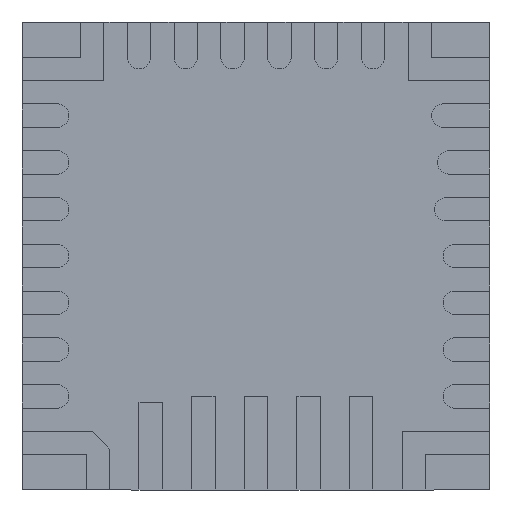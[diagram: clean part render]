
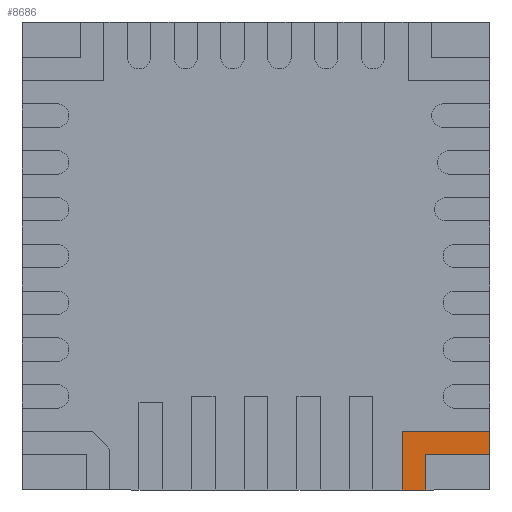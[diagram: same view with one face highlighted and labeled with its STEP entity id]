
A CAD part, front view. The second image highlights one B-rep face of the part: STEP entity #8686.
In plain terms, the highlighted planar face has unit normal (0, -1, 0).
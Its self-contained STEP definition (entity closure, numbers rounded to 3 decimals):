
#80 = LINE ( 'NONE', #2423, #9678 ) ;
#352 = VECTOR ( 'NONE', #470, 1000. ) ;
#470 = DIRECTION ( 'NONE',  ( 0., 0., -1. ) ) ;
#604 = AXIS2_PLACEMENT_3D ( 'NONE', #8454, #4581, #7690 ) ;
#866 = VECTOR ( 'NONE', #4814, 1000. ) ;
#894 = DIRECTION ( 'NONE',  ( 0., 0., -1. ) ) ;
#931 = ORIENTED_EDGE ( 'NONE', *, *, #6946, .F. ) ;
#967 = EDGE_CURVE ( 'NONE', #6756, #1194, #2522, .T. ) ;
#1048 = LINE ( 'NONE', #1914, #2657 ) ;
#1160 = VERTEX_POINT ( 'NONE', #3583 ) ;
#1194 = VERTEX_POINT ( 'NONE', #6791 ) ;
#1308 = CARTESIAN_POINT ( 'NONE',  ( 1.45, 0., -1.7 ) ) ;
#1397 = VERTEX_POINT ( 'NONE', #7841 ) ;
#1424 = ORIENTED_EDGE ( 'NONE', *, *, #7888, .F. ) ;
#1666 = EDGE_LOOP ( 'NONE', ( #6128, #2978, #1424, #5243, #9185, #931 ) ) ;
#1914 = CARTESIAN_POINT ( 'NONE',  ( 2., 0., 0. ) ) ;
#2423 = CARTESIAN_POINT ( 'NONE',  ( 0., 0., -2. ) ) ;
#2471 = CARTESIAN_POINT ( 'NONE',  ( 1.45, 0., 0. ) ) ;
#2522 = LINE ( 'NONE', #2471, #5607 ) ;
#2657 = VECTOR ( 'NONE', #5006, 1000. ) ;
#2719 = CARTESIAN_POINT ( 'NONE',  ( 1.25, 0., 0. ) ) ;
#2978 = ORIENTED_EDGE ( 'NONE', *, *, #3094, .T. ) ;
#3094 = EDGE_CURVE ( 'NONE', #1397, #8073, #6689, .T. ) ;
#3583 = CARTESIAN_POINT ( 'NONE',  ( 2., 0., -1.5 ) ) ;
#4022 = FACE_OUTER_BOUND ( 'NONE', #1666, .T. ) ;
#4456 = LINE ( 'NONE', #9140, #8775 ) ;
#4581 = DIRECTION ( 'NONE',  ( 0., 1., 0. ) ) ;
#4814 = DIRECTION ( 'NONE',  ( -1., 0., 0. ) ) ;
#5006 = DIRECTION ( 'NONE',  ( 0., 0., -1. ) ) ;
#5187 = EDGE_CURVE ( 'NONE', #1160, #1397, #4456, .T. ) ;
#5243 = ORIENTED_EDGE ( 'NONE', *, *, #967, .F. ) ;
#5607 = VECTOR ( 'NONE', #894, 1000. ) ;
#5733 = VERTEX_POINT ( 'NONE', #9722 ) ;
#6128 = ORIENTED_EDGE ( 'NONE', *, *, #5187, .T. ) ;
#6291 = CARTESIAN_POINT ( 'NONE',  ( 0., 0., -1.7 ) ) ;
#6367 = PLANE ( 'NONE',  #604 ) ;
#6689 = LINE ( 'NONE', #2719, #352 ) ;
#6756 = VERTEX_POINT ( 'NONE', #1308 ) ;
#6791 = CARTESIAN_POINT ( 'NONE',  ( 1.45, 0., -2. ) ) ;
#6946 = EDGE_CURVE ( 'NONE', #1160, #5733, #1048, .T. ) ;
#7105 = DIRECTION ( 'NONE',  ( -1., 0., 0. ) ) ;
#7566 = DIRECTION ( 'NONE',  ( -1., 0., 0. ) ) ;
#7690 = DIRECTION ( 'NONE',  ( 0., 0., 1. ) ) ;
#7809 = EDGE_CURVE ( 'NONE', #5733, #6756, #9510, .T. ) ;
#7841 = CARTESIAN_POINT ( 'NONE',  ( 1.25, 0., -1.5 ) ) ;
#7888 = EDGE_CURVE ( 'NONE', #1194, #8073, #80, .T. ) ;
#8073 = VERTEX_POINT ( 'NONE', #9031 ) ;
#8454 = CARTESIAN_POINT ( 'NONE',  ( 0., 0., 0. ) ) ;
#8686 = ADVANCED_FACE ( 'NONE', ( #4022 ), #6367, .F. ) ;
#8775 = VECTOR ( 'NONE', #7566, 1000. ) ;
#9031 = CARTESIAN_POINT ( 'NONE',  ( 1.25, 0., -2. ) ) ;
#9140 = CARTESIAN_POINT ( 'NONE',  ( 0., 0., -1.5 ) ) ;
#9185 = ORIENTED_EDGE ( 'NONE', *, *, #7809, .F. ) ;
#9510 = LINE ( 'NONE', #6291, #866 ) ;
#9678 = VECTOR ( 'NONE', #7105, 1000. ) ;
#9722 = CARTESIAN_POINT ( 'NONE',  ( 2., 0., -1.7 ) ) ;
